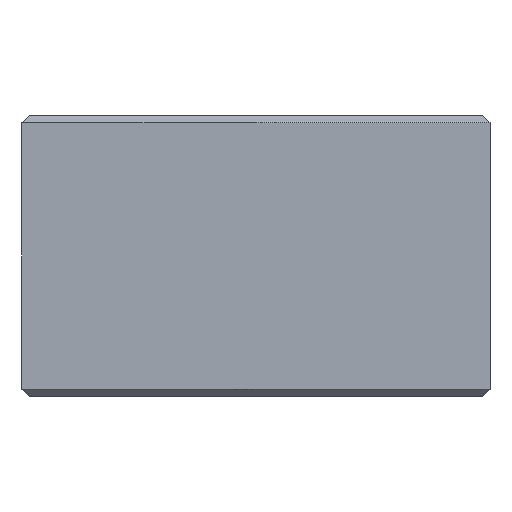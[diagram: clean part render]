
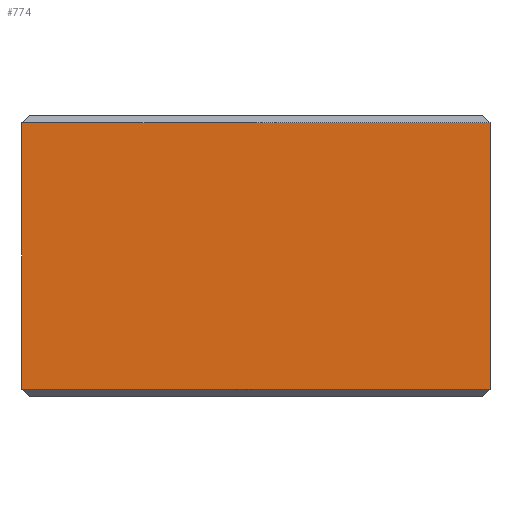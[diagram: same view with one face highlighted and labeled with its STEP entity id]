
A CAD part, left-side view. The second image highlights one B-rep face of the part: STEP entity #774.
In plain terms, the highlighted planar face has unit normal (-1, 0, 0).
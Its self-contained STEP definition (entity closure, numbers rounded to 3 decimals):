
#18 = ORIENTED_EDGE ( 'NONE', *, *, #641, .T. ) ;
#65 = EDGE_CURVE ( 'NONE', #310, #2206, #349, .T. ) ;
#107 = LINE ( 'NONE', #2371, #1149 ) ;
#111 = DIRECTION ( 'NONE',  ( 0., 0., -1. ) ) ;
#127 = EDGE_LOOP ( 'NONE', ( #551, #18, #2109, #1554 ) ) ;
#135 = VERTEX_POINT ( 'NONE', #2400 ) ;
#259 = CARTESIAN_POINT ( 'NONE',  ( -17., 0., 0.3 ) ) ;
#310 = VERTEX_POINT ( 'NONE', #1308 ) ;
#349 = LINE ( 'NONE', #2142, #1049 ) ;
#376 = PLANE ( 'NONE',  #1919 ) ;
#395 = EDGE_CURVE ( 'NONE', #310, #867, #1267, .T. ) ;
#551 = ORIENTED_EDGE ( 'NONE', *, *, #570, .T. ) ;
#570 = EDGE_CURVE ( 'NONE', #867, #135, #1447, .T. ) ;
#603 = FACE_OUTER_BOUND ( 'NONE', #127, .T. ) ;
#606 = VECTOR ( 'NONE', #111, 1000. ) ;
#641 = EDGE_CURVE ( 'NONE', #135, #2206, #107, .T. ) ;
#768 = DIRECTION ( 'NONE',  ( 1., 0., 0. ) ) ;
#774 = ADVANCED_FACE ( 'NONE', ( #603 ), #376, .F. ) ;
#785 = VECTOR ( 'NONE', #797, 1000. ) ;
#797 = DIRECTION ( 'NONE',  ( 0., 1., 0. ) ) ;
#867 = VERTEX_POINT ( 'NONE', #1701 ) ;
#1049 = VECTOR ( 'NONE', #1827, 1000. ) ;
#1149 = VECTOR ( 'NONE', #2161, 1000. ) ;
#1267 = LINE ( 'NONE', #1685, #785 ) ;
#1308 = CARTESIAN_POINT ( 'NONE',  ( -17., 0., 11.7 ) ) ;
#1423 = CARTESIAN_POINT ( 'NONE',  ( -17., 20., 12. ) ) ;
#1447 = LINE ( 'NONE', #1423, #606 ) ;
#1554 = ORIENTED_EDGE ( 'NONE', *, *, #395, .T. ) ;
#1675 = DIRECTION ( 'NONE',  ( 0., 1., 0. ) ) ;
#1685 = CARTESIAN_POINT ( 'NONE',  ( -17., 0., 11.7 ) ) ;
#1701 = CARTESIAN_POINT ( 'NONE',  ( -17., 20., 11.7 ) ) ;
#1827 = DIRECTION ( 'NONE',  ( 0., 0., -1. ) ) ;
#1842 = CARTESIAN_POINT ( 'NONE',  ( -17., 0., 12. ) ) ;
#1919 = AXIS2_PLACEMENT_3D ( 'NONE', #1842, #768, #1675 ) ;
#2109 = ORIENTED_EDGE ( 'NONE', *, *, #65, .F. ) ;
#2142 = CARTESIAN_POINT ( 'NONE',  ( -17., 0., 12. ) ) ;
#2161 = DIRECTION ( 'NONE',  ( 0., -1., 0. ) ) ;
#2206 = VERTEX_POINT ( 'NONE', #259 ) ;
#2371 = CARTESIAN_POINT ( 'NONE',  ( -17., 0., 0.3 ) ) ;
#2400 = CARTESIAN_POINT ( 'NONE',  ( -17., 20., 0.3 ) ) ;
